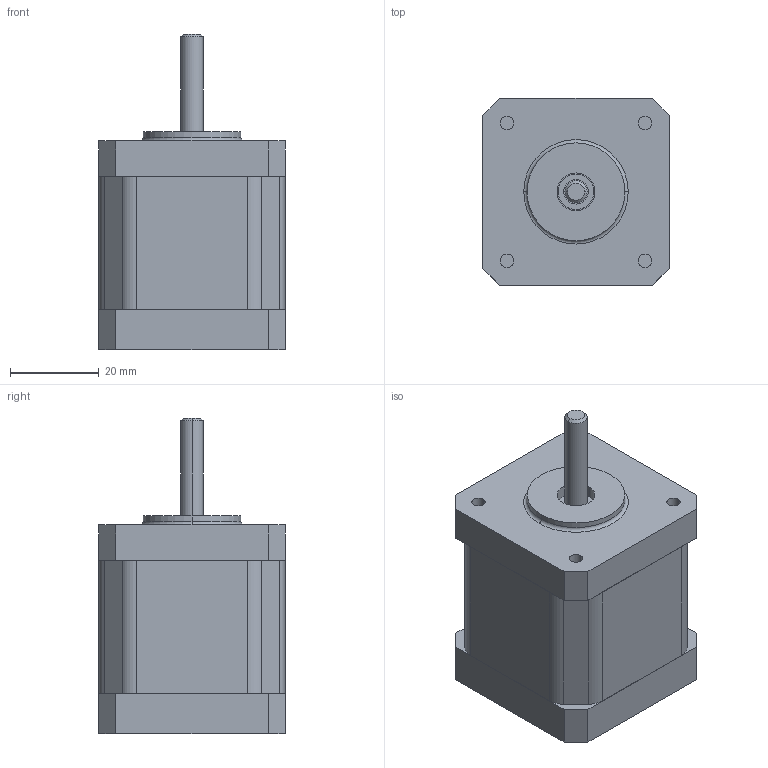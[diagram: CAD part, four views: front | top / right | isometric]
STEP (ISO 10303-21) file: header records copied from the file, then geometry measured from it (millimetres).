
FILE_DESCRIPTION (( 'STEP AP203' ), '1' );
FILE_NAME ('NEMA17_48.STEP', '2015-05-13T20:17:47', ( '' ), ( '' ), 'SwSTEP 2.0', 'SolidWorks 2015', '' );
FILE_SCHEMA (( 'CONFIG_CONTROL_DESIGN' ));
Length unit declared in the file: millimetre
Products named in the file (1): NEMA17_48
Bounding box: 42 x 42 x 71 mm (x, y, z)
Volume: 80547.8 mm3; surface area: 18577.1 mm2
Topology: 5 solids, 5 shells, 85 faces, 194 edges, 128 vertices
Faces by surface type: plane 55, cylinder 26, torus 2, cone 2
Entity records: 2463 total; most frequent: DIRECTION 424, CARTESIAN_POINT 408, ORIENTED_EDGE 388, EDGE_CURVE 194, AXIS2_PLACEMENT_3D 144, VECTOR 136, LINE 136, VERTEX_POINT 128
